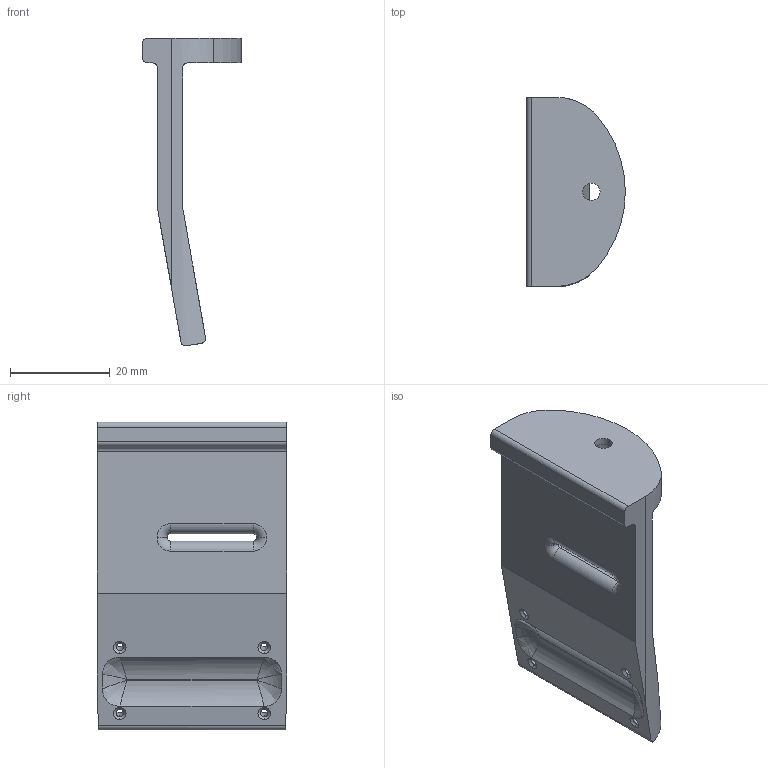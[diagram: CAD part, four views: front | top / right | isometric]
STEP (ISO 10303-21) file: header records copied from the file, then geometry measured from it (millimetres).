
FILE_DESCRIPTION (( 'STEP AP214' ), '1' );
FILE_NAME ('cam mount v2 rotatable Belgarion.STEP', '2020-04-11T19:35:15', ( 'Windows User' ), ( '' ), 'SwSTEP 2.0', 'SolidWorks 2019', '' );
FILE_SCHEMA (( 'AUTOMOTIVE_DESIGN' ));
Length unit declared in the file: millimetre
Products named in the file (1): cam mount v2 rotatable Belgarion
Bounding box: 19.81 x 38 x 61.84 mm (x, y, z)
Volume: 13068.7 mm3; surface area: 6767.2 mm2
Topology: 1 solids, 1 shells, 78 faces, 198 edges, 120 vertices
Faces by surface type: cylinder 41, plane 17, cone 8, torus 8, bspline 4
Entity records: 2574 total; most frequent: CARTESIAN_POINT 681, DIRECTION 396, ORIENTED_EDGE 388, EDGE_CURVE 194, AXIS2_PLACEMENT_3D 155, VERTEX_POINT 120, EDGE_LOOP 92, LINE 86
